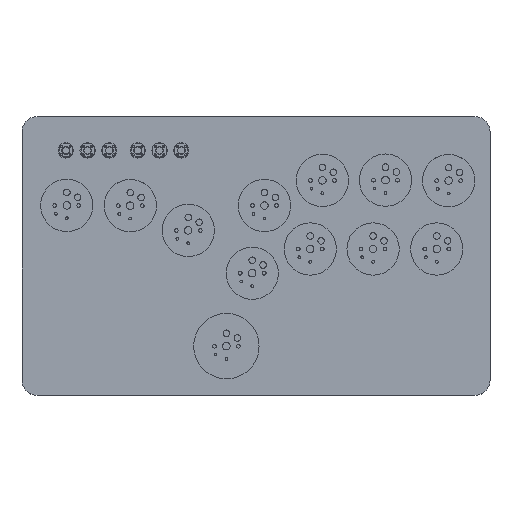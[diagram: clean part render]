
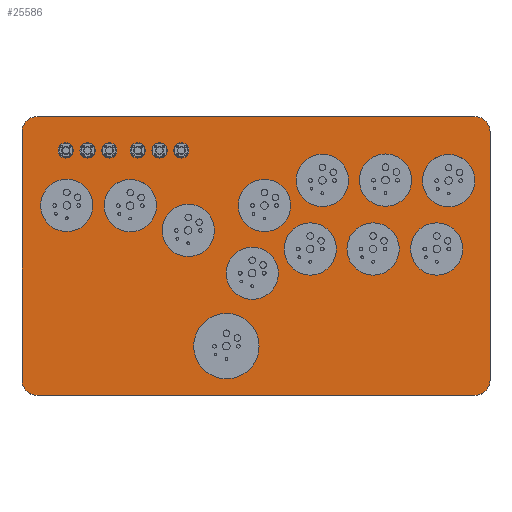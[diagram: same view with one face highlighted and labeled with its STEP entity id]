
A CAD part, top view. The second image highlights one B-rep face of the part: STEP entity #25586.
In plain terms, the highlighted planar face has unit normal (0, 0, 1).
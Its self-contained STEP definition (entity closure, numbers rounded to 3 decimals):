
#555=FACE_BOUND('',#3875,.T.);
#556=FACE_BOUND('',#3876,.T.);
#557=FACE_BOUND('',#3877,.T.);
#558=FACE_BOUND('',#3878,.T.);
#559=FACE_BOUND('',#3879,.T.);
#560=FACE_BOUND('',#3880,.T.);
#561=FACE_BOUND('',#3881,.T.);
#562=FACE_BOUND('',#3882,.T.);
#563=FACE_BOUND('',#3883,.T.);
#564=FACE_BOUND('',#3884,.T.);
#565=FACE_BOUND('',#3885,.T.);
#566=FACE_BOUND('',#3886,.T.);
#567=FACE_BOUND('',#3887,.T.);
#568=FACE_BOUND('',#3888,.T.);
#569=FACE_BOUND('',#3889,.T.);
#570=FACE_BOUND('',#3890,.T.);
#571=FACE_BOUND('',#3891,.T.);
#572=FACE_BOUND('',#3892,.T.);
#2267=FACE_OUTER_BOUND('',#3874,.T.);
#3874=EDGE_LOOP('',(#22428,#22429,#22430,#22431,#22432,#22433,#22434,#22435));
#3875=EDGE_LOOP('',(#22436));
#3876=EDGE_LOOP('',(#22437));
#3877=EDGE_LOOP('',(#22438));
#3878=EDGE_LOOP('',(#22439));
#3879=EDGE_LOOP('',(#22440));
#3880=EDGE_LOOP('',(#22441));
#3881=EDGE_LOOP('',(#22442));
#3882=EDGE_LOOP('',(#22443));
#3883=EDGE_LOOP('',(#22444));
#3884=EDGE_LOOP('',(#22445));
#3885=EDGE_LOOP('',(#22446));
#3886=EDGE_LOOP('',(#22447));
#3887=EDGE_LOOP('',(#22448));
#3888=EDGE_LOOP('',(#22449));
#3889=EDGE_LOOP('',(#22450));
#3890=EDGE_LOOP('',(#22451));
#3891=EDGE_LOOP('',(#22452));
#3892=EDGE_LOOP('',(#22453));
#4721=CIRCLE('',#27666,7.);
#4813=CIRCLE('',#27840,12.);
#4814=CIRCLE('',#27842,12.);
#4815=CIRCLE('',#27844,12.);
#4816=CIRCLE('',#27846,12.);
#4817=CIRCLE('',#27848,12.);
#4818=CIRCLE('',#27850,12.);
#4819=CIRCLE('',#27852,15.);
#4820=CIRCLE('',#27854,12.);
#4821=CIRCLE('',#27856,12.);
#4822=CIRCLE('',#27858,12.);
#4823=CIRCLE('',#27860,12.);
#4824=CIRCLE('',#27862,12.);
#4825=CIRCLE('',#27864,3.5);
#4826=CIRCLE('',#27866,3.5);
#4827=CIRCLE('',#27868,3.5);
#4828=CIRCLE('',#27870,3.5);
#4829=CIRCLE('',#27872,3.5);
#4830=CIRCLE('',#27874,3.5);
#4832=CIRCLE('',#27877,7.);
#4833=CIRCLE('',#27880,7.);
#4836=CIRCLE('',#27885,7.);
#7395=LINE('',#41895,#9956);
#7399=LINE('',#41907,#9960);
#7404=LINE('',#41919,#9965);
#7406=LINE('',#41923,#9967);
#9956=VECTOR('',#34742,10.);
#9960=VECTOR('',#34754,10.);
#9965=VECTOR('',#34767,10.);
#9967=VECTOR('',#34773,10.);
#12029=VERTEX_POINT('',#41362);
#12030=VERTEX_POINT('',#41363);
#12181=VERTEX_POINT('',#41813);
#12182=VERTEX_POINT('',#41817);
#12183=VERTEX_POINT('',#41821);
#12184=VERTEX_POINT('',#41825);
#12185=VERTEX_POINT('',#41829);
#12186=VERTEX_POINT('',#41833);
#12187=VERTEX_POINT('',#41837);
#12188=VERTEX_POINT('',#41841);
#12189=VERTEX_POINT('',#41845);
#12190=VERTEX_POINT('',#41849);
#12191=VERTEX_POINT('',#41853);
#12192=VERTEX_POINT('',#41857);
#12193=VERTEX_POINT('',#41861);
#12194=VERTEX_POINT('',#41865);
#12195=VERTEX_POINT('',#41869);
#12196=VERTEX_POINT('',#41873);
#12197=VERTEX_POINT('',#41877);
#12198=VERTEX_POINT('',#41881);
#12201=VERTEX_POINT('',#41888);
#12202=VERTEX_POINT('',#41890);
#12203=VERTEX_POINT('',#41894);
#12205=VERTEX_POINT('',#41900);
#12207=VERTEX_POINT('',#41906);
#12210=VERTEX_POINT('',#41914);
#15366=EDGE_CURVE('',#12029,#12030,#4721,.T.);
#15584=EDGE_CURVE('',#12181,#12181,#4813,.T.);
#15586=EDGE_CURVE('',#12182,#12182,#4814,.T.);
#15588=EDGE_CURVE('',#12183,#12183,#4815,.T.);
#15590=EDGE_CURVE('',#12184,#12184,#4816,.T.);
#15592=EDGE_CURVE('',#12185,#12185,#4817,.T.);
#15594=EDGE_CURVE('',#12186,#12186,#4818,.T.);
#15596=EDGE_CURVE('',#12187,#12187,#4819,.T.);
#15598=EDGE_CURVE('',#12188,#12188,#4820,.T.);
#15600=EDGE_CURVE('',#12189,#12189,#4821,.T.);
#15602=EDGE_CURVE('',#12190,#12190,#4822,.T.);
#15604=EDGE_CURVE('',#12191,#12191,#4823,.T.);
#15606=EDGE_CURVE('',#12192,#12192,#4824,.T.);
#15608=EDGE_CURVE('',#12193,#12193,#4825,.T.);
#15610=EDGE_CURVE('',#12194,#12194,#4826,.T.);
#15612=EDGE_CURVE('',#12195,#12195,#4827,.T.);
#15614=EDGE_CURVE('',#12196,#12196,#4828,.T.);
#15616=EDGE_CURVE('',#12197,#12197,#4829,.T.);
#15618=EDGE_CURVE('',#12198,#12198,#4830,.T.);
#15621=EDGE_CURVE('',#12201,#12202,#4832,.T.);
#15623=EDGE_CURVE('',#12203,#12202,#7395,.T.);
#15626=EDGE_CURVE('',#12203,#12205,#4833,.T.);
#15629=EDGE_CURVE('',#12207,#12205,#7399,.T.);
#15633=EDGE_CURVE('',#12207,#12210,#4836,.T.);
#15636=EDGE_CURVE('',#12029,#12210,#7404,.T.);
#15638=EDGE_CURVE('',#12201,#12030,#7406,.T.);
#22428=ORIENTED_EDGE('',*,*,#15366,.F.);
#22429=ORIENTED_EDGE('',*,*,#15636,.T.);
#22430=ORIENTED_EDGE('',*,*,#15633,.F.);
#22431=ORIENTED_EDGE('',*,*,#15629,.T.);
#22432=ORIENTED_EDGE('',*,*,#15626,.F.);
#22433=ORIENTED_EDGE('',*,*,#15623,.T.);
#22434=ORIENTED_EDGE('',*,*,#15621,.F.);
#22435=ORIENTED_EDGE('',*,*,#15638,.T.);
#22436=ORIENTED_EDGE('',*,*,#15618,.T.);
#22437=ORIENTED_EDGE('',*,*,#15616,.T.);
#22438=ORIENTED_EDGE('',*,*,#15614,.T.);
#22439=ORIENTED_EDGE('',*,*,#15612,.T.);
#22440=ORIENTED_EDGE('',*,*,#15610,.T.);
#22441=ORIENTED_EDGE('',*,*,#15608,.T.);
#22442=ORIENTED_EDGE('',*,*,#15606,.T.);
#22443=ORIENTED_EDGE('',*,*,#15604,.T.);
#22444=ORIENTED_EDGE('',*,*,#15602,.T.);
#22445=ORIENTED_EDGE('',*,*,#15600,.T.);
#22446=ORIENTED_EDGE('',*,*,#15598,.T.);
#22447=ORIENTED_EDGE('',*,*,#15596,.T.);
#22448=ORIENTED_EDGE('',*,*,#15594,.T.);
#22449=ORIENTED_EDGE('',*,*,#15592,.T.);
#22450=ORIENTED_EDGE('',*,*,#15590,.T.);
#22451=ORIENTED_EDGE('',*,*,#15588,.T.);
#22452=ORIENTED_EDGE('',*,*,#15586,.T.);
#22453=ORIENTED_EDGE('',*,*,#15584,.T.);
#23525=PLANE('',#27889);
#25586=ADVANCED_FACE('',(#2267,#555,#556,#557,#558,#559,#560,#561,#562,
#563,#564,#565,#566,#567,#568,#569,#570,#571,#572),#23525,.T.);
#27666=AXIS2_PLACEMENT_3D('',#41364,#34171,#34172);
#27840=AXIS2_PLACEMENT_3D('',#41815,#34645,#34646);
#27842=AXIS2_PLACEMENT_3D('',#41819,#34650,#34651);
#27844=AXIS2_PLACEMENT_3D('',#41823,#34655,#34656);
#27846=AXIS2_PLACEMENT_3D('',#41827,#34660,#34661);
#27848=AXIS2_PLACEMENT_3D('',#41831,#34665,#34666);
#27850=AXIS2_PLACEMENT_3D('',#41835,#34670,#34671);
#27852=AXIS2_PLACEMENT_3D('',#41839,#34675,#34676);
#27854=AXIS2_PLACEMENT_3D('',#41843,#34680,#34681);
#27856=AXIS2_PLACEMENT_3D('',#41847,#34685,#34686);
#27858=AXIS2_PLACEMENT_3D('',#41851,#34690,#34691);
#27860=AXIS2_PLACEMENT_3D('',#41855,#34695,#34696);
#27862=AXIS2_PLACEMENT_3D('',#41859,#34700,#34701);
#27864=AXIS2_PLACEMENT_3D('',#41863,#34705,#34706);
#27866=AXIS2_PLACEMENT_3D('',#41867,#34710,#34711);
#27868=AXIS2_PLACEMENT_3D('',#41871,#34715,#34716);
#27870=AXIS2_PLACEMENT_3D('',#41875,#34720,#34721);
#27872=AXIS2_PLACEMENT_3D('',#41879,#34725,#34726);
#27874=AXIS2_PLACEMENT_3D('',#41883,#34730,#34731);
#27877=AXIS2_PLACEMENT_3D('',#41891,#34737,#34738);
#27880=AXIS2_PLACEMENT_3D('',#41901,#34747,#34748);
#27885=AXIS2_PLACEMENT_3D('',#41915,#34761,#34762);
#27889=AXIS2_PLACEMENT_3D('',#41924,#34774,#34775);
#34171=DIRECTION('center_axis',(0.,0.,-1.));
#34172=DIRECTION('ref_axis',(-0.707,-0.707,0.));
#34645=DIRECTION('center_axis',(0.,0.,-1.));
#34646=DIRECTION('ref_axis',(-1.,0.,0.));
#34650=DIRECTION('center_axis',(0.,0.,-1.));
#34651=DIRECTION('ref_axis',(-1.,0.,0.));
#34655=DIRECTION('center_axis',(0.,0.,-1.));
#34656=DIRECTION('ref_axis',(-1.,0.,0.));
#34660=DIRECTION('center_axis',(0.,0.,-1.));
#34661=DIRECTION('ref_axis',(-1.,0.,0.));
#34665=DIRECTION('center_axis',(0.,0.,-1.));
#34666=DIRECTION('ref_axis',(-1.,0.,0.));
#34670=DIRECTION('center_axis',(0.,0.,-1.));
#34671=DIRECTION('ref_axis',(-1.,0.,0.));
#34675=DIRECTION('center_axis',(0.,0.,-1.));
#34676=DIRECTION('ref_axis',(-1.,0.,0.));
#34680=DIRECTION('center_axis',(0.,0.,-1.));
#34681=DIRECTION('ref_axis',(-1.,0.,0.));
#34685=DIRECTION('center_axis',(0.,0.,-1.));
#34686=DIRECTION('ref_axis',(-1.,0.,0.));
#34690=DIRECTION('center_axis',(0.,0.,-1.));
#34691=DIRECTION('ref_axis',(-1.,0.,0.));
#34695=DIRECTION('center_axis',(0.,0.,-1.));
#34696=DIRECTION('ref_axis',(-1.,0.,0.));
#34700=DIRECTION('center_axis',(0.,0.,-1.));
#34701=DIRECTION('ref_axis',(-1.,0.,0.));
#34705=DIRECTION('center_axis',(0.,0.,-1.));
#34706=DIRECTION('ref_axis',(1.,0.,0.));
#34710=DIRECTION('center_axis',(0.,0.,-1.));
#34711=DIRECTION('ref_axis',(1.,0.,0.));
#34715=DIRECTION('center_axis',(0.,0.,-1.));
#34716=DIRECTION('ref_axis',(1.,0.,0.));
#34720=DIRECTION('center_axis',(0.,0.,-1.));
#34721=DIRECTION('ref_axis',(1.,0.,0.));
#34725=DIRECTION('center_axis',(0.,0.,-1.));
#34726=DIRECTION('ref_axis',(1.,0.,0.));
#34730=DIRECTION('center_axis',(0.,0.,-1.));
#34731=DIRECTION('ref_axis',(1.,0.,0.));
#34737=DIRECTION('center_axis',(0.,0.,-1.));
#34738=DIRECTION('ref_axis',(-0.707,0.707,0.));
#34742=DIRECTION('',(-1.,0.,0.));
#34747=DIRECTION('center_axis',(0.,0.,-1.));
#34748=DIRECTION('ref_axis',(0.707,0.707,0.));
#34754=DIRECTION('',(0.,1.,0.));
#34761=DIRECTION('center_axis',(0.,0.,-1.));
#34762=DIRECTION('ref_axis',(0.707,-0.707,0.));
#34767=DIRECTION('',(1.,0.,0.));
#34773=DIRECTION('',(0.,-1.,0.));
#34774=DIRECTION('center_axis',(0.,0.,1.));
#34775=DIRECTION('ref_axis',(-1.,0.,0.));
#41362=CARTESIAN_POINT('',(-100.318,-64.469,8.6));
#41363=CARTESIAN_POINT('',(-107.318,-57.469,8.6));
#41364=CARTESIAN_POINT('Origin',(-100.318,-57.469,8.6));
#41813=CARTESIAN_POINT('',(10.25,-8.4,8.6));
#41815=CARTESIAN_POINT('Origin',(-1.75,-8.4,8.6));
#41817=CARTESIAN_POINT('',(-45.68,22.58,8.6));
#41819=CARTESIAN_POINT('Origin',(-57.68,22.58,8.6));
#41821=CARTESIAN_POINT('',(36.86,2.71,8.6));
#41823=CARTESIAN_POINT('Origin',(24.86,2.71,8.6));
#41825=CARTESIAN_POINT('',(100.36,34.05,8.6));
#41827=CARTESIAN_POINT('Origin',(88.36,34.05,8.6));
#41829=CARTESIAN_POINT('',(71.39,34.29,8.6));
#41831=CARTESIAN_POINT('Origin',(59.39,34.29,8.6));
#41833=CARTESIAN_POINT('',(-74.775,22.7,8.6));
#41835=CARTESIAN_POINT('Origin',(-86.775,22.7,8.6));
#41837=CARTESIAN_POINT('',(1.42,-41.87,8.6));
#41839=CARTESIAN_POINT('Origin',(-13.58,-41.87,8.6));
#41841=CARTESIAN_POINT('',(15.86,22.64,8.6));
#41843=CARTESIAN_POINT('Origin',(3.86,22.64,8.6));
#41845=CARTESIAN_POINT('',(94.92,2.71,8.6));
#41847=CARTESIAN_POINT('Origin',(82.92,2.71,8.6));
#41849=CARTESIAN_POINT('',(65.71,2.71,8.6));
#41851=CARTESIAN_POINT('Origin',(53.71,2.71,8.6));
#41853=CARTESIAN_POINT('',(42.42,34.17,8.6));
#41855=CARTESIAN_POINT('Origin',(30.42,34.17,8.6));
#41857=CARTESIAN_POINT('',(-19.08,11.23,8.6));
#41859=CARTESIAN_POINT('Origin',(-31.08,11.23,8.6));
#41861=CARTESIAN_POINT('',(-80.75,47.9,8.6));
#41863=CARTESIAN_POINT('Origin',(-77.25,47.9,8.6));
#41865=CARTESIAN_POINT('',(-47.75,47.9,8.6));
#41867=CARTESIAN_POINT('Origin',(-44.25,47.9,8.6));
#41869=CARTESIAN_POINT('',(-57.75,47.9,8.6));
#41871=CARTESIAN_POINT('Origin',(-54.25,47.9,8.6));
#41873=CARTESIAN_POINT('',(-90.75,47.9,8.6));
#41875=CARTESIAN_POINT('Origin',(-87.25,47.9,8.6));
#41877=CARTESIAN_POINT('',(-37.75,47.9,8.6));
#41879=CARTESIAN_POINT('Origin',(-34.25,47.9,8.6));
#41881=CARTESIAN_POINT('',(-70.75,47.9,8.6));
#41883=CARTESIAN_POINT('Origin',(-67.25,47.9,8.6));
#41888=CARTESIAN_POINT('',(-107.318,56.468,8.6));
#41890=CARTESIAN_POINT('',(-100.318,63.468,8.6));
#41891=CARTESIAN_POINT('Origin',(-100.318,56.468,8.6));
#41894=CARTESIAN_POINT('',(100.318,63.468,8.6));
#41895=CARTESIAN_POINT('',(51.,63.468,8.6));
#41900=CARTESIAN_POINT('',(107.318,56.468,8.6));
#41901=CARTESIAN_POINT('Origin',(100.318,56.468,8.6));
#41906=CARTESIAN_POINT('',(107.318,-57.469,8.6));
#41907=CARTESIAN_POINT('',(107.318,-30.225,8.6));
#41914=CARTESIAN_POINT('',(100.318,-64.469,8.6));
#41915=CARTESIAN_POINT('Origin',(100.318,-57.469,8.6));
#41919=CARTESIAN_POINT('',(-51.,-64.469,8.6));
#41923=CARTESIAN_POINT('',(-107.318,27.825,8.6));
#41924=CARTESIAN_POINT('Origin',(0.,-1.2,8.6));
